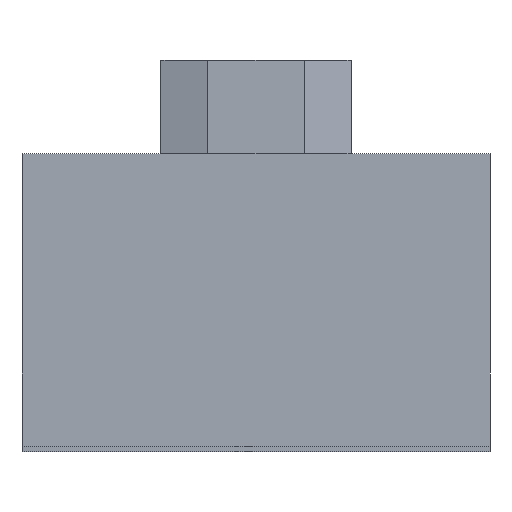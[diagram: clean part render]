
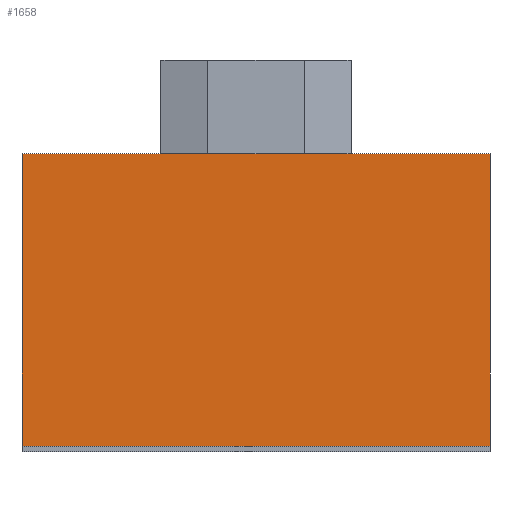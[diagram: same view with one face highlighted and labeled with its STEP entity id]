
A CAD part, front view. The second image highlights one B-rep face of the part: STEP entity #1658.
In plain terms, the highlighted planar face has unit normal (0, -1, 0).
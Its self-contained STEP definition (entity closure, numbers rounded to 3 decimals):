
#1044 = PLANE('',#1045);
#1045 = AXIS2_PLACEMENT_3D('',#1046,#1047,#1048);
#1046 = CARTESIAN_POINT('',(8.,-18.4,-6.7));
#1047 = DIRECTION('',(-1.,0.,0.));
#1048 = DIRECTION('',(0.,0.,1.));
#1100 = PLANE('',#1101);
#1101 = AXIS2_PLACEMENT_3D('',#1102,#1103,#1104);
#1102 = CARTESIAN_POINT('',(-8.,-18.4,-6.7));
#1103 = DIRECTION('',(-1.,0.,0.));
#1104 = DIRECTION('',(0.,0.,1.));
#1126 = PLANE('',#1127);
#1127 = AXIS2_PLACEMENT_3D('',#1128,#1129,#1130);
#1128 = CARTESIAN_POINT('',(8.,-18.8,-6.5));
#1129 = DIRECTION('',(0.,0.,1.));
#1130 = DIRECTION('',(0.,1.,0.));
#1166 = VERTEX_POINT('',#1167);
#1167 = CARTESIAN_POINT('',(8.,-18.8,-6.5));
#1188 = EDGE_CURVE('',#1166,#1189,#1191,.T.);
#1189 = VERTEX_POINT('',#1190);
#1190 = CARTESIAN_POINT('',(8.,-18.8,3.5));
#1191 = SURFACE_CURVE('',#1192,(#1196,#1203),.PCURVE_S1.);
#1192 = LINE('',#1193,#1194);
#1193 = CARTESIAN_POINT('',(8.,-18.8,-6.5));
#1194 = VECTOR('',#1195,1.);
#1195 = DIRECTION('',(0.,0.,1.));
#1196 = PCURVE('',#1044,#1197);
#1197 = DEFINITIONAL_REPRESENTATION('',(#1198),#1202);
#1198 = LINE('',#1199,#1200);
#1199 = CARTESIAN_POINT('',(0.2,-0.4));
#1200 = VECTOR('',#1201,1.);
#1201 = DIRECTION('',(1.,0.));
#1202 = ( GEOMETRIC_REPRESENTATION_CONTEXT(2) 
PARAMETRIC_REPRESENTATION_CONTEXT() REPRESENTATION_CONTEXT('2D SPACE',''
  ) );
#1203 = PCURVE('',#1204,#1209);
#1204 = PLANE('',#1205);
#1205 = AXIS2_PLACEMENT_3D('',#1206,#1207,#1208);
#1206 = CARTESIAN_POINT('',(8.,-18.8,-6.5));
#1207 = DIRECTION('',(0.,1.,0.));
#1208 = DIRECTION('',(0.,0.,1.));
#1209 = DEFINITIONAL_REPRESENTATION('',(#1210),#1214);
#1210 = LINE('',#1211,#1212);
#1211 = CARTESIAN_POINT('',(0.,0.));
#1212 = VECTOR('',#1213,1.);
#1213 = DIRECTION('',(1.,0.));
#1214 = ( GEOMETRIC_REPRESENTATION_CONTEXT(2) 
PARAMETRIC_REPRESENTATION_CONTEXT() REPRESENTATION_CONTEXT('2D SPACE',''
  ) );
#1232 = PLANE('',#1233);
#1233 = AXIS2_PLACEMENT_3D('',#1234,#1235,#1236);
#1234 = CARTESIAN_POINT('',(8.,-18.8,3.5));
#1235 = DIRECTION('',(0.,0.,1.));
#1236 = DIRECTION('',(0.,1.,0.));
#1330 = VERTEX_POINT('',#1331);
#1331 = CARTESIAN_POINT('',(-8.,-18.8,-6.5));
#1352 = EDGE_CURVE('',#1166,#1330,#1353,.T.);
#1353 = SURFACE_CURVE('',#1354,(#1358,#1365),.PCURVE_S1.);
#1354 = LINE('',#1355,#1356);
#1355 = CARTESIAN_POINT('',(8.,-18.8,-6.5));
#1356 = VECTOR('',#1357,1.);
#1357 = DIRECTION('',(-1.,0.,0.));
#1358 = PCURVE('',#1126,#1359);
#1359 = DEFINITIONAL_REPRESENTATION('',(#1360),#1364);
#1360 = LINE('',#1361,#1362);
#1361 = CARTESIAN_POINT('',(0.,0.));
#1362 = VECTOR('',#1363,1.);
#1363 = DIRECTION('',(0.,1.));
#1364 = ( GEOMETRIC_REPRESENTATION_CONTEXT(2) 
PARAMETRIC_REPRESENTATION_CONTEXT() REPRESENTATION_CONTEXT('2D SPACE',''
  ) );
#1365 = PCURVE('',#1204,#1366);
#1366 = DEFINITIONAL_REPRESENTATION('',(#1367),#1371);
#1367 = LINE('',#1368,#1369);
#1368 = CARTESIAN_POINT('',(0.,0.));
#1369 = VECTOR('',#1370,1.);
#1370 = DIRECTION('',(0.,-1.));
#1371 = ( GEOMETRIC_REPRESENTATION_CONTEXT(2) 
PARAMETRIC_REPRESENTATION_CONTEXT() REPRESENTATION_CONTEXT('2D SPACE',''
  ) );
#1403 = EDGE_CURVE('',#1330,#1404,#1406,.T.);
#1404 = VERTEX_POINT('',#1405);
#1405 = CARTESIAN_POINT('',(-8.,-18.8,3.5));
#1406 = SURFACE_CURVE('',#1407,(#1411,#1418),.PCURVE_S1.);
#1407 = LINE('',#1408,#1409);
#1408 = CARTESIAN_POINT('',(-8.,-18.8,-6.5));
#1409 = VECTOR('',#1410,1.);
#1410 = DIRECTION('',(0.,0.,1.));
#1411 = PCURVE('',#1100,#1412);
#1412 = DEFINITIONAL_REPRESENTATION('',(#1413),#1417);
#1413 = LINE('',#1414,#1415);
#1414 = CARTESIAN_POINT('',(0.2,-0.4));
#1415 = VECTOR('',#1416,1.);
#1416 = DIRECTION('',(1.,0.));
#1417 = ( GEOMETRIC_REPRESENTATION_CONTEXT(2) 
PARAMETRIC_REPRESENTATION_CONTEXT() REPRESENTATION_CONTEXT('2D SPACE',''
  ) );
#1418 = PCURVE('',#1204,#1419);
#1419 = DEFINITIONAL_REPRESENTATION('',(#1420),#1424);
#1420 = LINE('',#1421,#1422);
#1421 = CARTESIAN_POINT('',(0.,-16.));
#1422 = VECTOR('',#1423,1.);
#1423 = DIRECTION('',(1.,0.));
#1424 = ( GEOMETRIC_REPRESENTATION_CONTEXT(2) 
PARAMETRIC_REPRESENTATION_CONTEXT() REPRESENTATION_CONTEXT('2D SPACE',''
  ) );
#1658 = ADVANCED_FACE('',(#1659),#1204,.F.);
#1659 = FACE_BOUND('',#1660,.F.);
#1660 = EDGE_LOOP('',(#1661,#1662,#1663,#1664));
#1661 = ORIENTED_EDGE('',*,*,#1188,.F.);
#1662 = ORIENTED_EDGE('',*,*,#1352,.T.);
#1663 = ORIENTED_EDGE('',*,*,#1403,.T.);
#1664 = ORIENTED_EDGE('',*,*,#1665,.F.);
#1665 = EDGE_CURVE('',#1189,#1404,#1666,.T.);
#1666 = SURFACE_CURVE('',#1667,(#1671,#1678),.PCURVE_S1.);
#1667 = LINE('',#1668,#1669);
#1668 = CARTESIAN_POINT('',(8.,-18.8,3.5));
#1669 = VECTOR('',#1670,1.);
#1670 = DIRECTION('',(-1.,0.,0.));
#1671 = PCURVE('',#1204,#1672);
#1672 = DEFINITIONAL_REPRESENTATION('',(#1673),#1677);
#1673 = LINE('',#1674,#1675);
#1674 = CARTESIAN_POINT('',(10.,0.));
#1675 = VECTOR('',#1676,1.);
#1676 = DIRECTION('',(0.,-1.));
#1677 = ( GEOMETRIC_REPRESENTATION_CONTEXT(2) 
PARAMETRIC_REPRESENTATION_CONTEXT() REPRESENTATION_CONTEXT('2D SPACE',''
  ) );
#1678 = PCURVE('',#1232,#1679);
#1679 = DEFINITIONAL_REPRESENTATION('',(#1680),#1684);
#1680 = LINE('',#1681,#1682);
#1681 = CARTESIAN_POINT('',(0.,0.));
#1682 = VECTOR('',#1683,1.);
#1683 = DIRECTION('',(0.,1.));
#1684 = ( GEOMETRIC_REPRESENTATION_CONTEXT(2) 
PARAMETRIC_REPRESENTATION_CONTEXT() REPRESENTATION_CONTEXT('2D SPACE',''
  ) );
